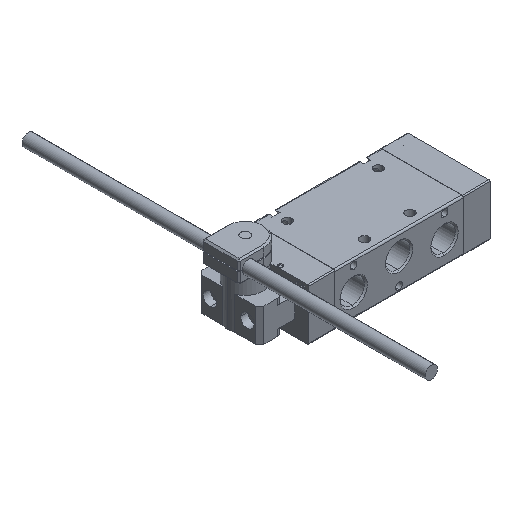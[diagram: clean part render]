
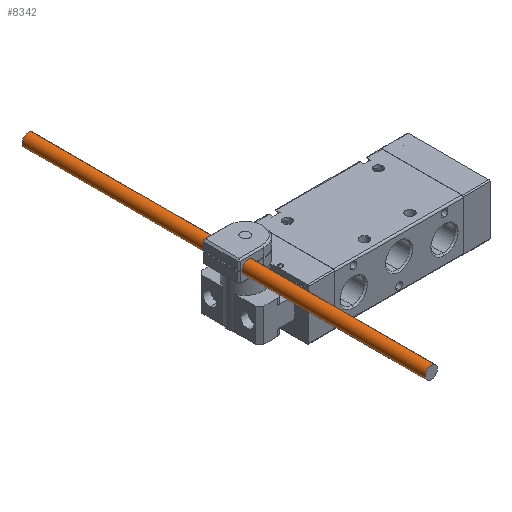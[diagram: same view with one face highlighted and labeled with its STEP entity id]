
A CAD part, isometric view. The second image highlights one B-rep face of the part: STEP entity #8342.
In plain terms, the highlighted cylindrical face has radius 3 mm (diameter 6 mm), a partial arc.
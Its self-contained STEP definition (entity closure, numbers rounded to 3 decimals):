
#12 = CARTESIAN_POINT ( 'NONE',  ( -63.39, 30.5, 34.5 ) ) ;
#20 = AXIS2_PLACEMENT_3D ( 'NONE', #3171, #4361, #11404 ) ;
#39 = CARTESIAN_POINT ( 'NONE',  ( -61.973, -76., 32.195 ) ) ;
#89 = LINE ( 'NONE', #6631, #12458 ) ;
#180 = CARTESIAN_POINT ( 'NONE',  ( -61.973, -76., 32.195 ) ) ;
#280 = VECTOR ( 'NONE', #12610, 1000. ) ;
#406 = VECTOR ( 'NONE', #10234, 1000. ) ;
#519 = DIRECTION ( 'NONE',  ( 0.524, 0., 0.852 ) ) ;
#570 = CARTESIAN_POINT ( 'NONE',  ( -60.4, 12.5, 34.75 ) ) ;
#647 = EDGE_CURVE ( 'NONE', #7152, #7016, #9861, .T. ) ;
#909 = EDGE_CURVE ( 'NONE', #6820, #5504, #1336, .T. ) ;
#961 = DIRECTION ( 'NONE',  ( 0., -1., 0. ) ) ;
#1051 = ORIENTED_EDGE ( 'NONE', *, *, #9919, .T. ) ;
#1116 = CARTESIAN_POINT ( 'NONE',  ( -58.827, 30.5, 37.305 ) ) ;
#1128 = CARTESIAN_POINT ( 'NONE',  ( -63.39, 30.5, 34.5 ) ) ;
#1135 = CARTESIAN_POINT ( 'NONE',  ( -61.973, 12.5, 32.195 ) ) ;
#1336 = CIRCLE ( 'NONE', #2651, 3. ) ;
#1445 = VECTOR ( 'NONE', #961, 1000. ) ;
#1487 = AXIS2_PLACEMENT_3D ( 'NONE', #570, #9871, #7784 ) ;
#1505 = DIRECTION ( 'NONE',  ( 0., -1., 0. ) ) ;
#1534 = CARTESIAN_POINT ( 'NONE',  ( -58.827, 12.5, 37.305 ) ) ;
#1760 = LINE ( 'NONE', #12, #1445 ) ;
#1959 = DIRECTION ( 'NONE',  ( 0., 1., 0. ) ) ;
#2016 = VECTOR ( 'NONE', #3711, 1000. ) ;
#2092 = ORIENTED_EDGE ( 'NONE', *, *, #4789, .F. ) ;
#2651 = AXIS2_PLACEMENT_3D ( 'NONE', #8526, #1505, #3610 ) ;
#2803 = ORIENTED_EDGE ( 'NONE', *, *, #6246, .T. ) ;
#3130 = DIRECTION ( 'NONE',  ( 0., 1., 0. ) ) ;
#3147 = EDGE_CURVE ( 'NONE', #6820, #13184, #1760, .T. ) ;
#3171 = CARTESIAN_POINT ( 'NONE',  ( -60.4, -76., 34.75 ) ) ;
#3528 = ORIENTED_EDGE ( 'NONE', *, *, #7733, .T. ) ;
#3546 = CIRCLE ( 'NONE', #9414, 3. ) ;
#3610 = DIRECTION ( 'NONE',  ( -1., 0., 0. ) ) ;
#3695 = DIRECTION ( 'NONE',  ( 0., 1., 0. ) ) ;
#3711 = DIRECTION ( 'NONE',  ( 0., 1., 0. ) ) ;
#3937 = VECTOR ( 'NONE', #3130, 1000. ) ;
#4361 = DIRECTION ( 'NONE',  ( 0., 1., 0. ) ) ;
#4438 = LINE ( 'NONE', #4907, #2016 ) ;
#4499 = CARTESIAN_POINT ( 'NONE',  ( -60.4, 30.5, 34.75 ) ) ;
#4574 = ORIENTED_EDGE ( 'NONE', *, *, #3147, .T. ) ;
#4598 = VERTEX_POINT ( 'NONE', #1135 ) ;
#4722 = DIRECTION ( 'NONE',  ( 1., 0., 0. ) ) ;
#4747 = CIRCLE ( 'NONE', #7057, 3. ) ;
#4789 = EDGE_CURVE ( 'NONE', #5504, #7703, #13128, .T. ) ;
#4804 = EDGE_LOOP ( 'NONE', ( #6499, #4874, #5769, #9464, #1051, #11053, #2803, #8337, #2092, #6093, #4574, #3528 ) ) ;
#4862 = VERTEX_POINT ( 'NONE', #7425 ) ;
#4874 = ORIENTED_EDGE ( 'NONE', *, *, #647, .T. ) ;
#4881 = CARTESIAN_POINT ( 'NONE',  ( -60.4, -76., 34.75 ) ) ;
#4907 = CARTESIAN_POINT ( 'NONE',  ( -63.39, 12.5, 35. ) ) ;
#5047 = CARTESIAN_POINT ( 'NONE',  ( -63.39, 12.5, 34.5 ) ) ;
#5504 = VERTEX_POINT ( 'NONE', #12144 ) ;
#5769 = ORIENTED_EDGE ( 'NONE', *, *, #5970, .T. ) ;
#5817 = CIRCLE ( 'NONE', #1487, 3. ) ;
#5970 = EDGE_CURVE ( 'NONE', #7016, #9669, #89, .T. ) ;
#6093 = ORIENTED_EDGE ( 'NONE', *, *, #909, .F. ) ;
#6246 = EDGE_CURVE ( 'NONE', #10563, #4862, #10529, .T. ) ;
#6257 = CYLINDRICAL_SURFACE ( 'NONE', #20, 3. ) ;
#6499 = ORIENTED_EDGE ( 'NONE', *, *, #10644, .F. ) ;
#6545 = DIRECTION ( 'NONE',  ( 0., 1., 0. ) ) ;
#6631 = CARTESIAN_POINT ( 'NONE',  ( -58.827, -76., 37.305 ) ) ;
#6686 = LINE ( 'NONE', #39, #3937 ) ;
#6820 = VERTEX_POINT ( 'NONE', #1128 ) ;
#6996 = EDGE_CURVE ( 'NONE', #7276, #10563, #3546, .T. ) ;
#7001 = DIRECTION ( 'NONE',  ( -1., 0., 0. ) ) ;
#7016 = VERTEX_POINT ( 'NONE', #11917 ) ;
#7045 = CARTESIAN_POINT ( 'NONE',  ( -60.4, 12.5, 34.75 ) ) ;
#7057 = AXIS2_PLACEMENT_3D ( 'NONE', #10750, #6545, #519 ) ;
#7152 = VERTEX_POINT ( 'NONE', #9262 ) ;
#7276 = VERTEX_POINT ( 'NONE', #12335 ) ;
#7425 = CARTESIAN_POINT ( 'NONE',  ( -58.827, 119., 37.305 ) ) ;
#7440 = CARTESIAN_POINT ( 'NONE',  ( -63.39, 12.5, 35. ) ) ;
#7561 = CIRCLE ( 'NONE', #7789, 3. ) ;
#7703 = VERTEX_POINT ( 'NONE', #12874 ) ;
#7733 = EDGE_CURVE ( 'NONE', #13184, #4598, #7561, .T. ) ;
#7784 = DIRECTION ( 'NONE',  ( 1., 0., 0. ) ) ;
#7789 = AXIS2_PLACEMENT_3D ( 'NONE', #7045, #7954, #7001 ) ;
#7954 = DIRECTION ( 'NONE',  ( 0., -1., 0. ) ) ;
#8273 = CARTESIAN_POINT ( 'NONE',  ( -58.827, -76., 37.305 ) ) ;
#8337 = ORIENTED_EDGE ( 'NONE', *, *, #12947, .F. ) ;
#8342 = ADVANCED_FACE ( 'NONE', ( #12678 ), #6257, .T. ) ;
#8526 = CARTESIAN_POINT ( 'NONE',  ( -60.4, 30.5, 34.75 ) ) ;
#8736 = DIRECTION ( 'NONE',  ( 0., 1., 0. ) ) ;
#9037 = DIRECTION ( 'NONE',  ( 0.524, 0., 0.852 ) ) ;
#9262 = CARTESIAN_POINT ( 'NONE',  ( -61.973, -76., 32.195 ) ) ;
#9394 = AXIS2_PLACEMENT_3D ( 'NONE', #4881, #1959, #9037 ) ;
#9414 = AXIS2_PLACEMENT_3D ( 'NONE', #4499, #8736, #4722 ) ;
#9464 = ORIENTED_EDGE ( 'NONE', *, *, #12524, .F. ) ;
#9669 = VERTEX_POINT ( 'NONE', #1534 ) ;
#9861 = CIRCLE ( 'NONE', #9394, 3. ) ;
#9871 = DIRECTION ( 'NONE',  ( 0., 1., 0. ) ) ;
#9919 = EDGE_CURVE ( 'NONE', #10245, #7276, #4438, .T. ) ;
#10234 = DIRECTION ( 'NONE',  ( 0., 1., 0. ) ) ;
#10245 = VERTEX_POINT ( 'NONE', #7440 ) ;
#10529 = LINE ( 'NONE', #8273, #406 ) ;
#10563 = VERTEX_POINT ( 'NONE', #1116 ) ;
#10644 = EDGE_CURVE ( 'NONE', #7152, #4598, #6686, .T. ) ;
#10750 = CARTESIAN_POINT ( 'NONE',  ( -60.4, 119., 34.75 ) ) ;
#11053 = ORIENTED_EDGE ( 'NONE', *, *, #6996, .T. ) ;
#11404 = DIRECTION ( 'NONE',  ( 0.524, 0., 0.852 ) ) ;
#11917 = CARTESIAN_POINT ( 'NONE',  ( -58.827, -76., 37.305 ) ) ;
#12144 = CARTESIAN_POINT ( 'NONE',  ( -61.973, 30.5, 32.195 ) ) ;
#12335 = CARTESIAN_POINT ( 'NONE',  ( -63.39, 30.5, 35. ) ) ;
#12458 = VECTOR ( 'NONE', #3695, 1000. ) ;
#12524 = EDGE_CURVE ( 'NONE', #10245, #9669, #5817, .T. ) ;
#12610 = DIRECTION ( 'NONE',  ( 0., 1., 0. ) ) ;
#12678 = FACE_OUTER_BOUND ( 'NONE', #4804, .T. ) ;
#12874 = CARTESIAN_POINT ( 'NONE',  ( -61.973, 119., 32.195 ) ) ;
#12947 = EDGE_CURVE ( 'NONE', #7703, #4862, #4747, .T. ) ;
#13128 = LINE ( 'NONE', #180, #280 ) ;
#13184 = VERTEX_POINT ( 'NONE', #5047 ) ;
